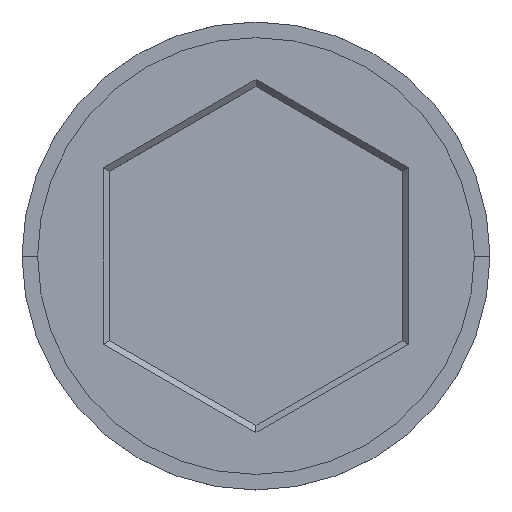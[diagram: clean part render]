
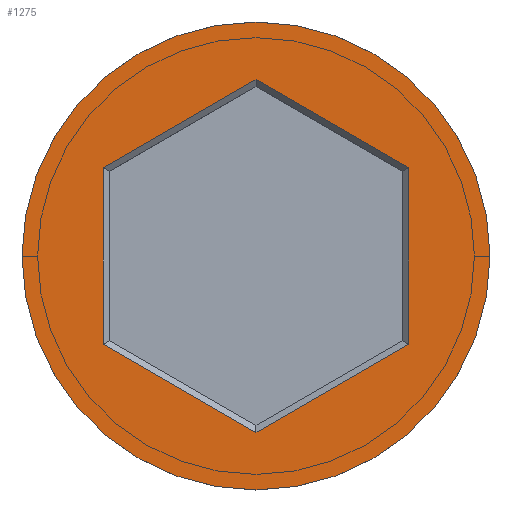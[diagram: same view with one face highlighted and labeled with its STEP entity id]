
A CAD part, top view. The second image highlights one B-rep face of the part: STEP entity #1275.
In plain terms, the highlighted planar face has unit normal (0, 0, 1).
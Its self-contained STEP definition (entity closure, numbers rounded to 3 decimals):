
#39 = VECTOR ( 'NONE', #1221, 1000. ) ;
#46 = DIRECTION ( 'NONE',  ( -0.866, 0.5, 0. ) ) ;
#69 = DIRECTION ( 'NONE',  ( 0.866, 0.5, 0. ) ) ;
#78 = AXIS2_PLACEMENT_3D ( 'NONE', #980, #545, #569 ) ;
#107 = ORIENTED_EDGE ( 'NONE', *, *, #336, .T. ) ;
#156 = ORIENTED_EDGE ( 'NONE', *, *, #990, .T. ) ;
#158 = DIRECTION ( 'NONE',  ( -0.866, -0.5, 0. ) ) ;
#168 = CARTESIAN_POINT ( 'NONE',  ( -0.1, 5.6, 0. ) ) ;
#198 = ORIENTED_EDGE ( 'NONE', *, *, #320, .T. ) ;
#226 = EDGE_CURVE ( 'NONE', #1232, #1461, #1193, .T. ) ;
#236 = LINE ( 'NONE', #1060, #1385 ) ;
#237 = ORIENTED_EDGE ( 'NONE', *, *, #430, .T. ) ;
#265 = DIRECTION ( 'NONE',  ( 1., 0., 0. ) ) ;
#277 = ORIENTED_EDGE ( 'NONE', *, *, #226, .T. ) ;
#279 = CARTESIAN_POINT ( 'NONE',  ( 4.9, -2.714, 0. ) ) ;
#320 = EDGE_CURVE ( 'NONE', #366, #740, #519, .T. ) ;
#336 = EDGE_CURVE ( 'NONE', #473, #508, #1334, .T. ) ;
#366 = VERTEX_POINT ( 'NONE', #879 ) ;
#373 = DIRECTION ( 'NONE',  ( 0., 0., 1. ) ) ;
#377 = CARTESIAN_POINT ( 'NONE',  ( 0., 0., 0. ) ) ;
#393 = CARTESIAN_POINT ( 'NONE',  ( 0.1, -5.6, 0. ) ) ;
#404 = LINE ( 'NONE', #168, #1047 ) ;
#418 = ORIENTED_EDGE ( 'NONE', *, *, #1192, .T. ) ;
#426 = VERTEX_POINT ( 'NONE', #629 ) ;
#430 = EDGE_CURVE ( 'NONE', #508, #1232, #1117, .T. ) ;
#453 = DIRECTION ( 'NONE',  ( 0., 1., 0. ) ) ;
#457 = CARTESIAN_POINT ( 'NONE',  ( 0., -5.658, 0. ) ) ;
#463 = VERTEX_POINT ( 'NONE', #867 ) ;
#473 = VERTEX_POINT ( 'NONE', #753 ) ;
#491 = EDGE_LOOP ( 'NONE', ( #418, #198 ) ) ;
#505 = PLANE ( 'NONE',  #1272 ) ;
#508 = VERTEX_POINT ( 'NONE', #913 ) ;
#519 = CIRCLE ( 'NONE', #1205, 7.5 ) ;
#545 = DIRECTION ( 'NONE',  ( 0., 0., 1. ) ) ;
#568 = VECTOR ( 'NONE', #158, 1000. ) ;
#569 = DIRECTION ( 'NONE',  ( 1., 0., 0. ) ) ;
#585 = ORIENTED_EDGE ( 'NONE', *, *, #802, .T. ) ;
#624 = DIRECTION ( 'NONE',  ( 1., 0., 0. ) ) ;
#629 = CARTESIAN_POINT ( 'NONE',  ( -4.9, 2.829, 0. ) ) ;
#655 = LINE ( 'NONE', #661, #1458 ) ;
#661 = CARTESIAN_POINT ( 'NONE',  ( -4.9, 2.714, 0. ) ) ;
#685 = EDGE_CURVE ( 'NONE', #426, #463, #404, .T. ) ;
#697 = ORIENTED_EDGE ( 'NONE', *, *, #685, .T. ) ;
#740 = VERTEX_POINT ( 'NONE', #746 ) ;
#746 = CARTESIAN_POINT ( 'NONE',  ( 7.5, 0., 0. ) ) ;
#753 = CARTESIAN_POINT ( 'NONE',  ( 4.9, 2.829, 0. ) ) ;
#802 = EDGE_CURVE ( 'NONE', #1461, #426, #655, .T. ) ;
#867 = CARTESIAN_POINT ( 'NONE',  ( 0., 5.658, 0. ) ) ;
#879 = CARTESIAN_POINT ( 'NONE',  ( -7.5, 0., 0. ) ) ;
#913 = CARTESIAN_POINT ( 'NONE',  ( 4.9, -2.829, 0. ) ) ;
#980 = CARTESIAN_POINT ( 'NONE',  ( 0., 0., 0. ) ) ;
#990 = EDGE_CURVE ( 'NONE', #463, #473, #236, .T. ) ;
#1011 = CARTESIAN_POINT ( 'NONE',  ( -4.9, -2.829, 0. ) ) ;
#1035 = FACE_BOUND ( 'NONE', #1065, .T. ) ;
#1047 = VECTOR ( 'NONE', #69, 1000. ) ;
#1049 = CIRCLE ( 'NONE', #78, 7.5 ) ;
#1060 = CARTESIAN_POINT ( 'NONE',  ( 4.8, 2.887, 0. ) ) ;
#1065 = EDGE_LOOP ( 'NONE', ( #277, #585, #697, #156, #107, #237 ) ) ;
#1110 = FACE_OUTER_BOUND ( 'NONE', #491, .T. ) ;
#1117 = LINE ( 'NONE', #393, #568 ) ;
#1148 = VECTOR ( 'NONE', #46, 1000. ) ;
#1192 = EDGE_CURVE ( 'NONE', #740, #366, #1049, .T. ) ;
#1193 = LINE ( 'NONE', #1288, #1148 ) ;
#1205 = AXIS2_PLACEMENT_3D ( 'NONE', #377, #1312, #265 ) ;
#1221 = DIRECTION ( 'NONE',  ( 0., -1., 0. ) ) ;
#1232 = VERTEX_POINT ( 'NONE', #457 ) ;
#1272 = AXIS2_PLACEMENT_3D ( 'NONE', #1323, #373, #624 ) ;
#1275 = ADVANCED_FACE ( 'NONE', ( #1035, #1110 ), #505, .T. ) ;
#1288 = CARTESIAN_POINT ( 'NONE',  ( -4.8, -2.887, 0. ) ) ;
#1312 = DIRECTION ( 'NONE',  ( 0., 0., 1. ) ) ;
#1323 = CARTESIAN_POINT ( 'NONE',  ( 0., 0., 0. ) ) ;
#1334 = LINE ( 'NONE', #279, #39 ) ;
#1385 = VECTOR ( 'NONE', #1390, 1000. ) ;
#1390 = DIRECTION ( 'NONE',  ( 0.866, -0.5, 0. ) ) ;
#1458 = VECTOR ( 'NONE', #453, 1000. ) ;
#1461 = VERTEX_POINT ( 'NONE', #1011 ) ;
